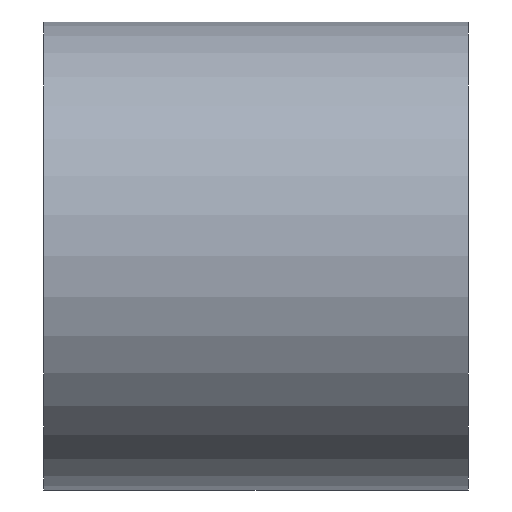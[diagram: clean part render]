
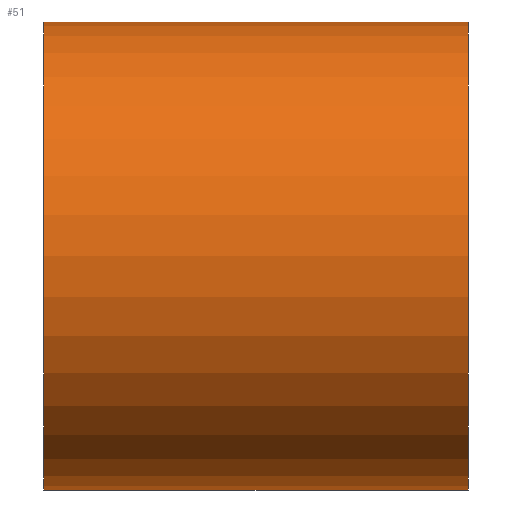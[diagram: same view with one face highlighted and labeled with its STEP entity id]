
A CAD part, front view. The second image highlights one B-rep face of the part: STEP entity #51.
In plain terms, the highlighted cylindrical face has radius 22.034 mm (diameter 44.068 mm), a partial arc.
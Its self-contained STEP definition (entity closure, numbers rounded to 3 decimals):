
#8 = ORIENTED_EDGE ( 'NONE', *, *, #80, .T. ) ;
#9 = CARTESIAN_POINT ( 'NONE',  ( 40., -1.804, -22.034 ) ) ;
#31 = DIRECTION ( 'NONE',  ( 0., 0., -1. ) ) ;
#33 = VERTEX_POINT ( 'NONE', #186 ) ;
#50 = EDGE_LOOP ( 'NONE', ( #78, #108, #8, #192 ) ) ;
#51 = ADVANCED_FACE ( 'NONE', ( #131 ), #204, .T. ) ;
#55 = CARTESIAN_POINT ( 'NONE',  ( 40., -1.804, 22.034 ) ) ;
#70 = DIRECTION ( 'NONE',  ( -1., 0., 0. ) ) ;
#71 = CARTESIAN_POINT ( 'NONE',  ( 40., -1.804, 0. ) ) ;
#78 = ORIENTED_EDGE ( 'NONE', *, *, #129, .F. ) ;
#80 = EDGE_CURVE ( 'NONE', #201, #244, #114, .T. ) ;
#83 = CIRCLE ( 'NONE', #211, 22.034 ) ;
#91 = CIRCLE ( 'NONE', #198, 22.034 ) ;
#92 = DIRECTION ( 'NONE',  ( 0., 0., 1. ) ) ;
#96 = DIRECTION ( 'NONE',  ( -1., 0., 0. ) ) ;
#101 = EDGE_CURVE ( 'NONE', #244, #161, #91, .T. ) ;
#106 = CARTESIAN_POINT ( 'NONE',  ( 0., -1.804, 22.034 ) ) ;
#108 = ORIENTED_EDGE ( 'NONE', *, *, #120, .F. ) ;
#109 = CARTESIAN_POINT ( 'NONE',  ( 40., -1.804, 22.034 ) ) ;
#113 = CARTESIAN_POINT ( 'NONE',  ( 40., -1.804, 0. ) ) ;
#114 = LINE ( 'NONE', #55, #212 ) ;
#118 = VECTOR ( 'NONE', #96, 1000. ) ;
#120 = EDGE_CURVE ( 'NONE', #201, #33, #83, .T. ) ;
#121 = CARTESIAN_POINT ( 'NONE',  ( 0., -1.804, 0. ) ) ;
#126 = LINE ( 'NONE', #9, #118 ) ;
#129 = EDGE_CURVE ( 'NONE', #33, #161, #126, .T. ) ;
#131 = FACE_OUTER_BOUND ( 'NONE', #50, .T. ) ;
#161 = VERTEX_POINT ( 'NONE', #184 ) ;
#170 = DIRECTION ( 'NONE',  ( -1., 0., 0. ) ) ;
#184 = CARTESIAN_POINT ( 'NONE',  ( 0., -1.804, -22.034 ) ) ;
#186 = CARTESIAN_POINT ( 'NONE',  ( 40., -1.804, -22.034 ) ) ;
#187 = AXIS2_PLACEMENT_3D ( 'NONE', #71, #70, #92 ) ;
#192 = ORIENTED_EDGE ( 'NONE', *, *, #101, .T. ) ;
#198 = AXIS2_PLACEMENT_3D ( 'NONE', #121, #246, #31 ) ;
#201 = VERTEX_POINT ( 'NONE', #109 ) ;
#202 = DIRECTION ( 'NONE',  ( 0., 0., -1. ) ) ;
#204 = CYLINDRICAL_SURFACE ( 'NONE', #187, 22.034 ) ;
#211 = AXIS2_PLACEMENT_3D ( 'NONE', #113, #233, #202 ) ;
#212 = VECTOR ( 'NONE', #170, 1000. ) ;
#233 = DIRECTION ( 'NONE',  ( 1., 0., 0. ) ) ;
#244 = VERTEX_POINT ( 'NONE', #106 ) ;
#246 = DIRECTION ( 'NONE',  ( 1., 0., 0. ) ) ;
